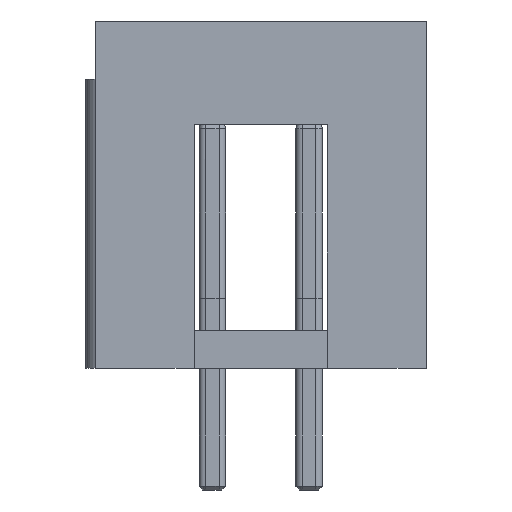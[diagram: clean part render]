
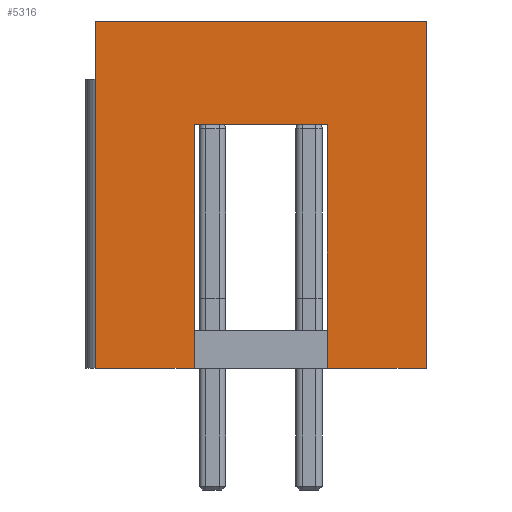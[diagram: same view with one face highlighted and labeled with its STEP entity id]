
A CAD part, left-side view. The second image highlights one B-rep face of the part: STEP entity #5316.
In plain terms, the highlighted planar face has unit normal (-1, 0, 0).
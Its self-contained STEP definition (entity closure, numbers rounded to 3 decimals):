
#69 = PLANE('',#70);
#70 = AXIS2_PLACEMENT_3D('',#71,#72,#73);
#71 = CARTESIAN_POINT('',(0.,0.,0.));
#72 = DIRECTION('',(0.,0.,1.));
#73 = DIRECTION('',(1.,0.,-0.));
#94 = VERTEX_POINT('',#95);
#95 = CARTESIAN_POINT('',(-16.69,4.35,0.));
#109 = PLANE('',#110);
#110 = AXIS2_PLACEMENT_3D('',#111,#112,#113);
#111 = CARTESIAN_POINT('',(16.69,4.35,0.));
#112 = DIRECTION('',(0.,-1.,0.));
#113 = DIRECTION('',(-1.,0.,0.));
#121 = EDGE_CURVE('',#94,#122,#124,.T.);
#122 = VERTEX_POINT('',#123);
#123 = CARTESIAN_POINT('',(-16.69,1.75,0.));
#124 = SURFACE_CURVE('',#125,(#129,#136),.PCURVE_S1.);
#125 = LINE('',#126,#127);
#126 = CARTESIAN_POINT('',(-16.69,4.35,0.));
#127 = VECTOR('',#128,1.);
#128 = DIRECTION('',(0.,-1.,0.));
#129 = PCURVE('',#69,#130);
#130 = DEFINITIONAL_REPRESENTATION('',(#131),#135);
#131 = LINE('',#132,#133);
#132 = CARTESIAN_POINT('',(-16.69,4.35));
#133 = VECTOR('',#134,1.);
#134 = DIRECTION('',(0.,-1.));
#135 = ( GEOMETRIC_REPRESENTATION_CONTEXT(2) 
PARAMETRIC_REPRESENTATION_CONTEXT() REPRESENTATION_CONTEXT('2D SPACE',''
  ) );
#136 = PCURVE('',#137,#142);
#137 = PLANE('',#138);
#138 = AXIS2_PLACEMENT_3D('',#139,#140,#141);
#139 = CARTESIAN_POINT('',(-16.69,4.35,0.));
#140 = DIRECTION('',(1.,0.,-0.));
#141 = DIRECTION('',(0.,-1.,0.));
#142 = DEFINITIONAL_REPRESENTATION('',(#143),#147);
#143 = LINE('',#144,#145);
#144 = CARTESIAN_POINT('',(0.,0.));
#145 = VECTOR('',#146,1.);
#146 = DIRECTION('',(1.,0.));
#147 = ( GEOMETRIC_REPRESENTATION_CONTEXT(2) 
PARAMETRIC_REPRESENTATION_CONTEXT() REPRESENTATION_CONTEXT('2D SPACE',''
  ) );
#165 = PLANE('',#166);
#166 = AXIS2_PLACEMENT_3D('',#167,#168,#169);
#167 = CARTESIAN_POINT('',(-15.69,1.75,0.));
#168 = DIRECTION('',(0.,-1.,0.));
#169 = DIRECTION('',(-1.,0.,0.));
#206 = VERTEX_POINT('',#207);
#207 = CARTESIAN_POINT('',(-16.69,-1.75,0.));
#221 = PLANE('',#222);
#222 = AXIS2_PLACEMENT_3D('',#223,#224,#225);
#223 = CARTESIAN_POINT('',(-16.69,-1.75,0.));
#224 = DIRECTION('',(0.,1.,0.));
#225 = DIRECTION('',(1.,0.,0.));
#233 = EDGE_CURVE('',#206,#234,#236,.T.);
#234 = VERTEX_POINT('',#235);
#235 = CARTESIAN_POINT('',(-16.69,-4.35,0.));
#236 = SURFACE_CURVE('',#237,(#241,#248),.PCURVE_S1.);
#237 = LINE('',#238,#239);
#238 = CARTESIAN_POINT('',(-16.69,4.35,0.));
#239 = VECTOR('',#240,1.);
#240 = DIRECTION('',(0.,-1.,0.));
#241 = PCURVE('',#69,#242);
#242 = DEFINITIONAL_REPRESENTATION('',(#243),#247);
#243 = LINE('',#244,#245);
#244 = CARTESIAN_POINT('',(-16.69,4.35));
#245 = VECTOR('',#246,1.);
#246 = DIRECTION('',(0.,-1.));
#247 = ( GEOMETRIC_REPRESENTATION_CONTEXT(2) 
PARAMETRIC_REPRESENTATION_CONTEXT() REPRESENTATION_CONTEXT('2D SPACE',''
  ) );
#248 = PCURVE('',#137,#249);
#249 = DEFINITIONAL_REPRESENTATION('',(#250),#254);
#250 = LINE('',#251,#252);
#251 = CARTESIAN_POINT('',(0.,0.));
#252 = VECTOR('',#253,1.);
#253 = DIRECTION('',(1.,0.));
#254 = ( GEOMETRIC_REPRESENTATION_CONTEXT(2) 
PARAMETRIC_REPRESENTATION_CONTEXT() REPRESENTATION_CONTEXT('2D SPACE',''
  ) );
#272 = PLANE('',#273);
#273 = AXIS2_PLACEMENT_3D('',#274,#275,#276);
#274 = CARTESIAN_POINT('',(-16.69,-4.35,0.));
#275 = DIRECTION('',(0.,1.,0.));
#276 = DIRECTION('',(1.,0.,0.));
#5085 = VERTEX_POINT('',#5086);
#5086 = CARTESIAN_POINT('',(-16.69,4.35,9.1));
#5100 = PLANE('',#5101);
#5101 = AXIS2_PLACEMENT_3D('',#5102,#5103,#5104);
#5102 = CARTESIAN_POINT('',(0.,0.,9.1));
#5103 = DIRECTION('',(0.,0.,1.));
#5104 = DIRECTION('',(1.,0.,-0.));
#5112 = EDGE_CURVE('',#94,#5085,#5113,.T.);
#5113 = SURFACE_CURVE('',#5114,(#5118,#5125),.PCURVE_S1.);
#5114 = LINE('',#5115,#5116);
#5115 = CARTESIAN_POINT('',(-16.69,4.35,0.));
#5116 = VECTOR('',#5117,1.);
#5117 = DIRECTION('',(0.,0.,1.));
#5118 = PCURVE('',#109,#5119);
#5119 = DEFINITIONAL_REPRESENTATION('',(#5120),#5124);
#5120 = LINE('',#5121,#5122);
#5121 = CARTESIAN_POINT('',(33.38,0.));
#5122 = VECTOR('',#5123,1.);
#5123 = DIRECTION('',(0.,-1.));
#5124 = ( GEOMETRIC_REPRESENTATION_CONTEXT(2) 
PARAMETRIC_REPRESENTATION_CONTEXT() REPRESENTATION_CONTEXT('2D SPACE',''
  ) );
#5125 = PCURVE('',#137,#5126);
#5126 = DEFINITIONAL_REPRESENTATION('',(#5127),#5131);
#5127 = LINE('',#5128,#5129);
#5128 = CARTESIAN_POINT('',(0.,0.));
#5129 = VECTOR('',#5130,1.);
#5130 = DIRECTION('',(0.,-1.));
#5131 = ( GEOMETRIC_REPRESENTATION_CONTEXT(2) 
PARAMETRIC_REPRESENTATION_CONTEXT() REPRESENTATION_CONTEXT('2D SPACE',''
  ) );
#5316 = ADVANCED_FACE('',(#5317),#137,.F.);
#5317 = FACE_BOUND('',#5318,.F.);
#5318 = EDGE_LOOP('',(#5319,#5320,#5321,#5344,#5365,#5366,#5389,#5417));
#5319 = ORIENTED_EDGE('',*,*,#121,.F.);
#5320 = ORIENTED_EDGE('',*,*,#5112,.T.);
#5321 = ORIENTED_EDGE('',*,*,#5322,.T.);
#5322 = EDGE_CURVE('',#5085,#5323,#5325,.T.);
#5323 = VERTEX_POINT('',#5324);
#5324 = CARTESIAN_POINT('',(-16.69,-4.35,9.1));
#5325 = SURFACE_CURVE('',#5326,(#5330,#5337),.PCURVE_S1.);
#5326 = LINE('',#5327,#5328);
#5327 = CARTESIAN_POINT('',(-16.69,4.35,9.1));
#5328 = VECTOR('',#5329,1.);
#5329 = DIRECTION('',(0.,-1.,0.));
#5330 = PCURVE('',#137,#5331);
#5331 = DEFINITIONAL_REPRESENTATION('',(#5332),#5336);
#5332 = LINE('',#5333,#5334);
#5333 = CARTESIAN_POINT('',(0.,-9.1));
#5334 = VECTOR('',#5335,1.);
#5335 = DIRECTION('',(1.,0.));
#5336 = ( GEOMETRIC_REPRESENTATION_CONTEXT(2) 
PARAMETRIC_REPRESENTATION_CONTEXT() REPRESENTATION_CONTEXT('2D SPACE',''
  ) );
#5337 = PCURVE('',#5100,#5338);
#5338 = DEFINITIONAL_REPRESENTATION('',(#5339),#5343);
#5339 = LINE('',#5340,#5341);
#5340 = CARTESIAN_POINT('',(-16.69,4.35));
#5341 = VECTOR('',#5342,1.);
#5342 = DIRECTION('',(0.,-1.));
#5343 = ( GEOMETRIC_REPRESENTATION_CONTEXT(2) 
PARAMETRIC_REPRESENTATION_CONTEXT() REPRESENTATION_CONTEXT('2D SPACE',''
  ) );
#5344 = ORIENTED_EDGE('',*,*,#5345,.F.);
#5345 = EDGE_CURVE('',#234,#5323,#5346,.T.);
#5346 = SURFACE_CURVE('',#5347,(#5351,#5358),.PCURVE_S1.);
#5347 = LINE('',#5348,#5349);
#5348 = CARTESIAN_POINT('',(-16.69,-4.35,0.));
#5349 = VECTOR('',#5350,1.);
#5350 = DIRECTION('',(0.,0.,1.));
#5351 = PCURVE('',#137,#5352);
#5352 = DEFINITIONAL_REPRESENTATION('',(#5353),#5357);
#5353 = LINE('',#5354,#5355);
#5354 = CARTESIAN_POINT('',(8.7,0.));
#5355 = VECTOR('',#5356,1.);
#5356 = DIRECTION('',(0.,-1.));
#5357 = ( GEOMETRIC_REPRESENTATION_CONTEXT(2) 
PARAMETRIC_REPRESENTATION_CONTEXT() REPRESENTATION_CONTEXT('2D SPACE',''
  ) );
#5358 = PCURVE('',#272,#5359);
#5359 = DEFINITIONAL_REPRESENTATION('',(#5360),#5364);
#5360 = LINE('',#5361,#5362);
#5361 = CARTESIAN_POINT('',(0.,0.));
#5362 = VECTOR('',#5363,1.);
#5363 = DIRECTION('',(0.,-1.));
#5364 = ( GEOMETRIC_REPRESENTATION_CONTEXT(2) 
PARAMETRIC_REPRESENTATION_CONTEXT() REPRESENTATION_CONTEXT('2D SPACE',''
  ) );
#5365 = ORIENTED_EDGE('',*,*,#233,.F.);
#5366 = ORIENTED_EDGE('',*,*,#5367,.T.);
#5367 = EDGE_CURVE('',#206,#5368,#5370,.T.);
#5368 = VERTEX_POINT('',#5369);
#5369 = CARTESIAN_POINT('',(-16.69,-1.75,6.4));
#5370 = SURFACE_CURVE('',#5371,(#5375,#5382),.PCURVE_S1.);
#5371 = LINE('',#5372,#5373);
#5372 = CARTESIAN_POINT('',(-16.69,-1.75,0.));
#5373 = VECTOR('',#5374,1.);
#5374 = DIRECTION('',(0.,0.,1.));
#5375 = PCURVE('',#137,#5376);
#5376 = DEFINITIONAL_REPRESENTATION('',(#5377),#5381);
#5377 = LINE('',#5378,#5379);
#5378 = CARTESIAN_POINT('',(6.1,0.));
#5379 = VECTOR('',#5380,1.);
#5380 = DIRECTION('',(0.,-1.));
#5381 = ( GEOMETRIC_REPRESENTATION_CONTEXT(2) 
PARAMETRIC_REPRESENTATION_CONTEXT() REPRESENTATION_CONTEXT('2D SPACE',''
  ) );
#5382 = PCURVE('',#221,#5383);
#5383 = DEFINITIONAL_REPRESENTATION('',(#5384),#5388);
#5384 = LINE('',#5385,#5386);
#5385 = CARTESIAN_POINT('',(0.,0.));
#5386 = VECTOR('',#5387,1.);
#5387 = DIRECTION('',(0.,-1.));
#5388 = ( GEOMETRIC_REPRESENTATION_CONTEXT(2) 
PARAMETRIC_REPRESENTATION_CONTEXT() REPRESENTATION_CONTEXT('2D SPACE',''
  ) );
#5389 = ORIENTED_EDGE('',*,*,#5390,.F.);
#5390 = EDGE_CURVE('',#5391,#5368,#5393,.T.);
#5391 = VERTEX_POINT('',#5392);
#5392 = CARTESIAN_POINT('',(-16.69,1.75,6.4));
#5393 = SURFACE_CURVE('',#5394,(#5398,#5405),.PCURVE_S1.);
#5394 = LINE('',#5395,#5396);
#5395 = CARTESIAN_POINT('',(-16.69,1.75,6.4));
#5396 = VECTOR('',#5397,1.);
#5397 = DIRECTION('',(0.,-1.,0.));
#5398 = PCURVE('',#137,#5399);
#5399 = DEFINITIONAL_REPRESENTATION('',(#5400),#5404);
#5400 = LINE('',#5401,#5402);
#5401 = CARTESIAN_POINT('',(2.6,-6.4));
#5402 = VECTOR('',#5403,1.);
#5403 = DIRECTION('',(1.,0.));
#5404 = ( GEOMETRIC_REPRESENTATION_CONTEXT(2) 
PARAMETRIC_REPRESENTATION_CONTEXT() REPRESENTATION_CONTEXT('2D SPACE',''
  ) );
#5405 = PCURVE('',#5406,#5411);
#5406 = PLANE('',#5407);
#5407 = AXIS2_PLACEMENT_3D('',#5408,#5409,#5410);
#5408 = CARTESIAN_POINT('',(-16.19,0.,6.4));
#5409 = DIRECTION('',(0.,0.,1.));
#5410 = DIRECTION('',(1.,0.,-0.));
#5411 = DEFINITIONAL_REPRESENTATION('',(#5412),#5416);
#5412 = LINE('',#5413,#5414);
#5413 = CARTESIAN_POINT('',(-0.5,1.75));
#5414 = VECTOR('',#5415,1.);
#5415 = DIRECTION('',(0.,-1.));
#5416 = ( GEOMETRIC_REPRESENTATION_CONTEXT(2) 
PARAMETRIC_REPRESENTATION_CONTEXT() REPRESENTATION_CONTEXT('2D SPACE',''
  ) );
#5417 = ORIENTED_EDGE('',*,*,#5418,.F.);
#5418 = EDGE_CURVE('',#122,#5391,#5419,.T.);
#5419 = SURFACE_CURVE('',#5420,(#5424,#5431),.PCURVE_S1.);
#5420 = LINE('',#5421,#5422);
#5421 = CARTESIAN_POINT('',(-16.69,1.75,0.));
#5422 = VECTOR('',#5423,1.);
#5423 = DIRECTION('',(0.,0.,1.));
#5424 = PCURVE('',#137,#5425);
#5425 = DEFINITIONAL_REPRESENTATION('',(#5426),#5430);
#5426 = LINE('',#5427,#5428);
#5427 = CARTESIAN_POINT('',(2.6,0.));
#5428 = VECTOR('',#5429,1.);
#5429 = DIRECTION('',(0.,-1.));
#5430 = ( GEOMETRIC_REPRESENTATION_CONTEXT(2) 
PARAMETRIC_REPRESENTATION_CONTEXT() REPRESENTATION_CONTEXT('2D SPACE',''
  ) );
#5431 = PCURVE('',#165,#5432);
#5432 = DEFINITIONAL_REPRESENTATION('',(#5433),#5437);
#5433 = LINE('',#5434,#5435);
#5434 = CARTESIAN_POINT('',(1.,0.));
#5435 = VECTOR('',#5436,1.);
#5436 = DIRECTION('',(0.,-1.));
#5437 = ( GEOMETRIC_REPRESENTATION_CONTEXT(2) 
PARAMETRIC_REPRESENTATION_CONTEXT() REPRESENTATION_CONTEXT('2D SPACE',''
  ) );
